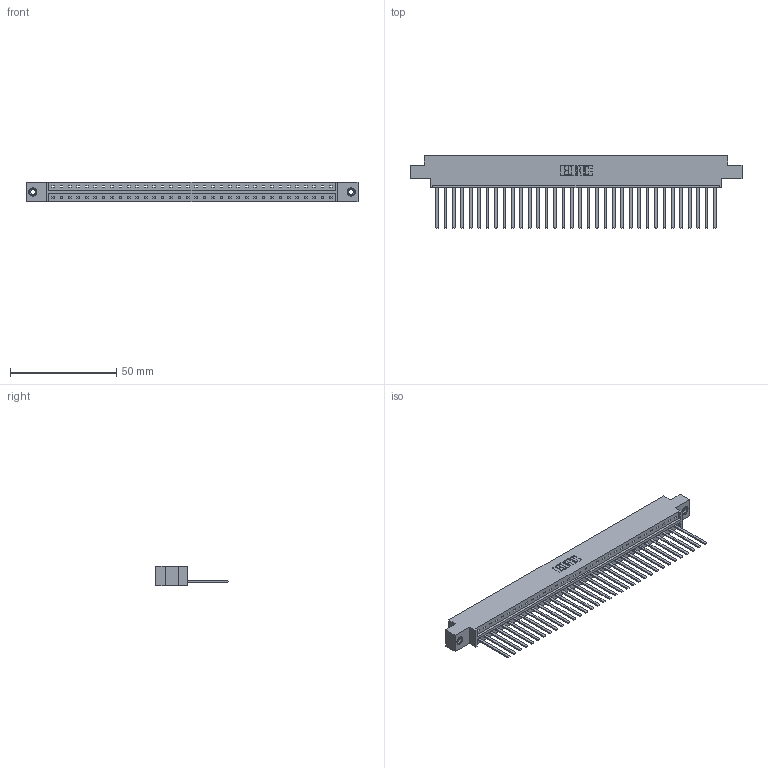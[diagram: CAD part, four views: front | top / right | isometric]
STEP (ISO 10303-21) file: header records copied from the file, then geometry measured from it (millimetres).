
FILE_DESCRIPTION (( 'STEP AP203' ), '1' );
FILE_NAME ('333-034-544-608.STEP', '2018-08-02T22:42:36', ( '' ), ( '' ), 'SwSTEP 2.0', 'SolidWorks 2016', '' );
FILE_SCHEMA (( 'CONFIG_CONTROL_DESIGN' ));
Length unit declared in the file: inch
Products named in the file (4): 333 Part_Offset - .156 Dia - TI; 345-292-001_345-293-144; 345-250-001_345-250-003-102; 333-034-544-608
Assembly tree (37 placements, depth 2):
  333-034-544-608
    333 Part_Offset - .156 Dia - TI
    345-292-001_345-293-144  x34
    345-250-001_345-250-003-102  x2
Bounding box: 156.26 x 34.3 x 9.4 mm (x, y, z)
Volume: 15814.9 mm3; surface area: 18563.3 mm2
Topology: 37 solids, 37 shells, 1946 faces, 5831 edges, 3834 vertices
Faces by surface type: plane 1398, cylinder 532, cone 12, torus 4
Entity records: 22954 total; most frequent: CARTESIAN_POINT 3943, ORIENTED_EDGE 3906, DIRECTION 3371, EDGE_CURVE 1953, LINE 1809, VECTOR 1809, VERTEX_POINT 1296, AXIS2_PLACEMENT_3D 781
